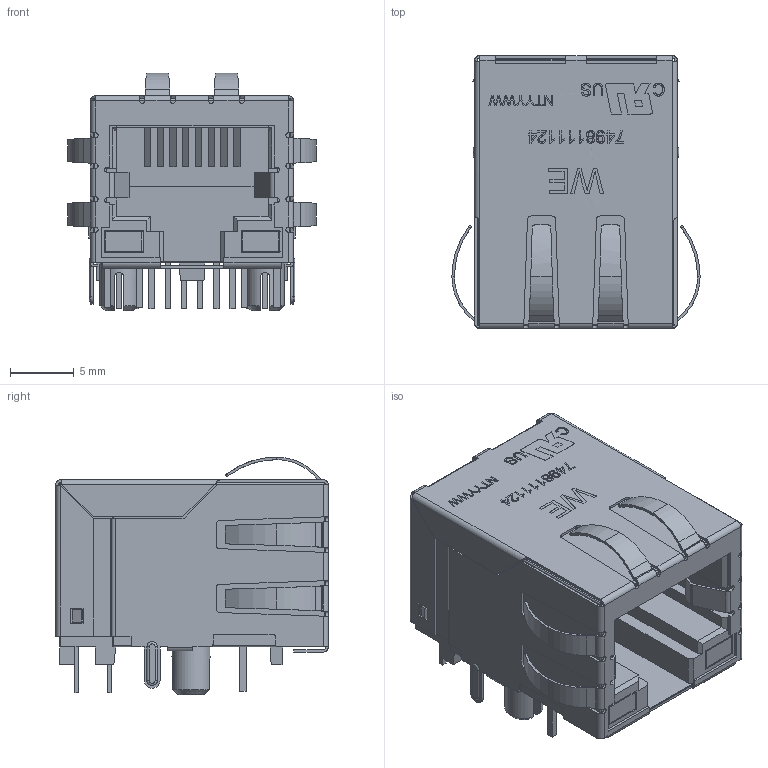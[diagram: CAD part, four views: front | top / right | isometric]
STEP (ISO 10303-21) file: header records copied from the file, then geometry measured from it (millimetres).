
FILE_DESCRIPTION(/* description */ ('Unknown'),/* implementation_level */ '2;1');
FILE_NAME(/* name */ 'T_Wurth_WE-RJ45LAN_THR_7498111124',/* time_stamp */ '2025-08-21T17:35:08+08:00',/* author */ ('Unknown'),/* organization */ ('Unknown'),/* preprocessor_version */ 'ST-DEVELOPER v19.4',/* originating_system */ 'Solid Edge',/* authorisation */ 'Unknown');
FILE_SCHEMA (('AUTOMOTIVE_DESIGN {1 0 10303 214 3 1 1}'));
Length unit declared in the file: millimetre
Products named in the file (2): T_Wurth_WE-RJ45LAN_THR_7498111124
Assembly tree (1 placements, depth 2):
  T_Wurth_WE-RJ45LAN_THR_7498111124
    T_Wurth_WE-RJ45LAN_THR_7498111124
Bounding box: 19.44 x 21.35 x 18.62 mm (x, y, z)
Volume: 2296.1 mm3; surface area: 6780.7 mm2
Topology: 6 solids, 6 shells, 1077 faces, 2839 edges, 1776 vertices
Faces by surface type: plane 723, cylinder 248, bspline 78, sphere 14, torus 10, cone 4
Full cylindrical faces by diameter (mm): 3 x2
Entity records: 41530 total; most frequent: CARTESIAN_POINT 9451, ORIENTED_EDGE 5632, DIRECTION 4367, EDGE_CURVE 2816, LINE 1909, VECTOR 1909, VERTEX_POINT 1774, AXIS2_PLACEMENT_3D 1229
